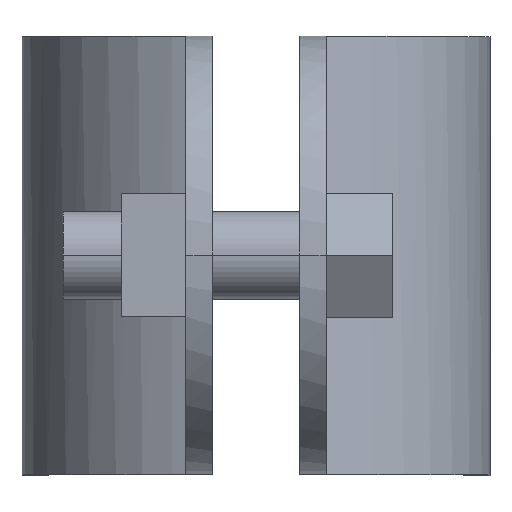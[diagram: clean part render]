
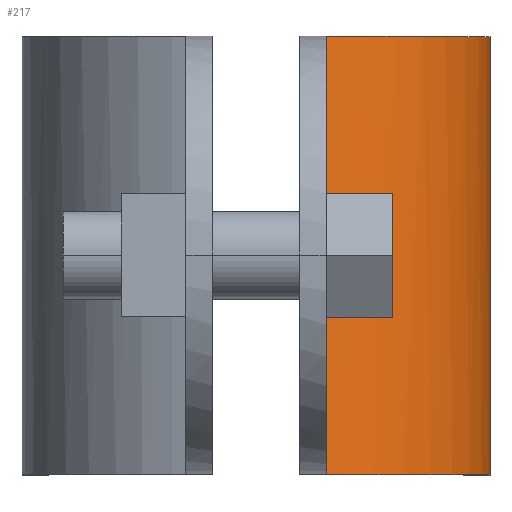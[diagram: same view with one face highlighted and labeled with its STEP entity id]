
A CAD part, top view. The second image highlights one B-rep face of the part: STEP entity #217.
In plain terms, the highlighted free-form (B-spline) face has degree [3, 1] with [4, 2] control points.
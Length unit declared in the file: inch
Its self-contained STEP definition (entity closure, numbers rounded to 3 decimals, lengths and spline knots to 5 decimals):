
#217=ADVANCED_FACE('',(#467),#468,.T.);
#467=FACE_OUTER_BOUND('',#845,.T.);
#468=B_SPLINE_SURFACE_WITH_KNOTS('',3,1,((#846,#847),(#848,#849),(#850,#851),(#852,#853)),.UNSPECIFIED.,.F.,.F.,.F.,(4,4),(2,2),(-1.0,-0.0),(0.0,1.25),.UNSPECIFIED.);
#845=EDGE_LOOP('',(#1358,#1359,#1360,#1361,#1362,#1363));
#846=CARTESIAN_POINT('',(1.33519,1.24989,1.25267));
#847=CARTESIAN_POINT('',(1.33519,-0.00011,1.25267));
#848=CARTESIAN_POINT('',(1.33519,1.24989,1.5443));
#849=CARTESIAN_POINT('',(1.33519,-0.00011,1.5443));
#850=CARTESIAN_POINT('',(1.14579,1.24989,1.80217));
#851=CARTESIAN_POINT('',(1.14579,-0.00011,1.80217));
#852=CARTESIAN_POINT('',(0.86749,1.24989,1.88937));
#853=CARTESIAN_POINT('',(0.86749,-0.00011,1.88937));
#1358=ORIENTED_EDGE('',*,*,#2012,.T.);
#1359=ORIENTED_EDGE('',*,*,#2013,.T.);
#1360=ORIENTED_EDGE('',*,*,#2014,.T.);
#1361=ORIENTED_EDGE('',*,*,#1998,.T.);
#1362=ORIENTED_EDGE('',*,*,#2015,.T.);
#1363=ORIENTED_EDGE('',*,*,#2016,.F.);
#1998=EDGE_CURVE('',#2381,#2382,#2383,.T.);
#2012=EDGE_CURVE('',#2403,#2404,#2405,.T.);
#2013=EDGE_CURVE('',#2404,#2406,#2407,.T.);
#2014=EDGE_CURVE('',#2406,#2381,#2408,.T.);
#2015=EDGE_CURVE('',#2382,#2409,#2410,.T.);
#2016=EDGE_CURVE('',#2403,#2409,#2411,.T.);
#2381=VERTEX_POINT('',#2954);
#2382=VERTEX_POINT('',#2955);
#2383=B_SPLINE_CURVE_WITH_KNOTS('',3,(#2956,#2957,#2958,#2959),.UNSPECIFIED.,.F.,.F.,(4,4),(0.0,0.04353),.UNSPECIFIED.);
#2403=VERTEX_POINT('',#2995);
#2404=VERTEX_POINT('',#2996);
#2405=B_SPLINE_CURVE_WITH_KNOTS('',3,(#2997,#2998,#2999,#3000),.UNSPECIFIED.,.F.,.F.,(4,4),(-1.0,-0.0),.UNSPECIFIED.);
#2406=VERTEX_POINT('',#3001);
#2407=B_SPLINE_CURVE_WITH_KNOTS('',3,(#3002,#3003,#3004,#3005),.UNSPECIFIED.,.F.,.F.,(4,4),(0.0,0.04353),.UNSPECIFIED.);
#2408=LINE('',#3006,#3007);
#2409=VERTEX_POINT('',#3008);
#2410=B_SPLINE_CURVE_WITH_KNOTS('',3,(#3009,#3010,#3011,#3012),.UNSPECIFIED.,.F.,.F.,(4,4),(0.0,1.0),.UNSPECIFIED.);
#2411=LINE('',#3013,#3014);
#2954=CARTESIAN_POINT('',(0.86749,0.00016,1.88937));
#2955=CARTESIAN_POINT('',(0.90857,0.,1.87502));
#2956=CARTESIAN_POINT('',(0.86749,0.00016,1.88937));
#2957=CARTESIAN_POINT('',(0.88133,0.00006,1.88503));
#2958=CARTESIAN_POINT('',(0.89503,0.,1.88025));
#2959=CARTESIAN_POINT('',(0.90857,0.,1.87502));
#2995=CARTESIAN_POINT('',(1.33519,1.24982,1.25267));
#2996=CARTESIAN_POINT('',(0.90857,1.24982,1.87502));
#2997=CARTESIAN_POINT('',(1.33519,1.24982,1.25267));
#2998=CARTESIAN_POINT('',(1.33519,1.24982,1.5443));
#2999=CARTESIAN_POINT('',(1.14579,1.24982,1.80217));
#3000=CARTESIAN_POINT('',(0.86749,1.24982,1.88937));
#3001=CARTESIAN_POINT('',(0.86749,1.24966,1.88937));
#3002=CARTESIAN_POINT('',(0.90857,1.24982,1.87502));
#3003=CARTESIAN_POINT('',(0.89503,1.24982,1.88025));
#3004=CARTESIAN_POINT('',(0.88133,1.24975,1.88503));
#3005=CARTESIAN_POINT('',(0.86749,1.24966,1.88937));
#3006=CARTESIAN_POINT('',(0.86749,1.24989,1.88937));
#3007=VECTOR('',#3474,1.0);
#3008=CARTESIAN_POINT('',(1.33519,0.,1.25267));
#3009=CARTESIAN_POINT('',(0.86749,0.,1.88937));
#3010=CARTESIAN_POINT('',(1.14579,0.,1.80217));
#3011=CARTESIAN_POINT('',(1.33519,0.,1.5443));
#3012=CARTESIAN_POINT('',(1.33519,0.,1.25267));
#3013=CARTESIAN_POINT('',(1.33519,1.24989,1.25267));
#3014=VECTOR('',#3475,1.0);
#3474=DIRECTION('',(0.0,-1.0,0.0));
#3475=DIRECTION('',(0.0,-1.0,0.0));
